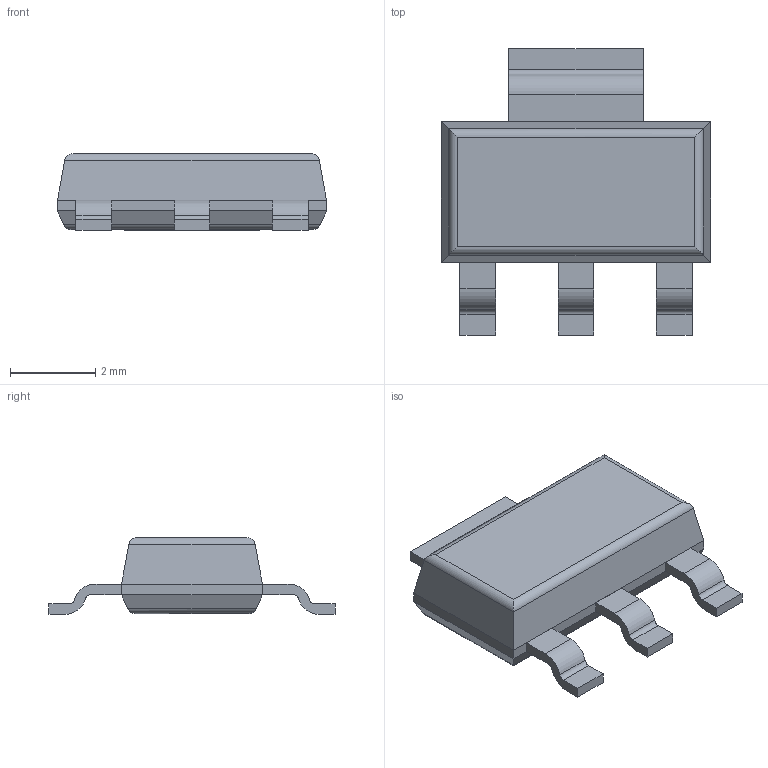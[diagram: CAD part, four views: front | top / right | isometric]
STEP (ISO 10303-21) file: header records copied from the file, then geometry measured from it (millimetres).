
FILE_DESCRIPTION(/* description */ (''),/* implementation_level */ '2;1');
FILE_NAME(/* name */ '5f5199dd37003c12e7f44b6c',/* time_stamp */ '2020-09-04T01:35:25+00:00',/* author */ (''),/* organization */ (''),/* preprocessor_version */ 'ST-DEVELOPER v16.7',/* originating_system */ $,/* authorisation */ $);
FILE_SCHEMA (('AUTOMOTIVE_DESIGN {1 0 10303 214 3 1 1}'));
Length unit declared in the file: metre
Products named in the file (5): Body; Pin3; Pin2; Pin1; Tab
Bounding box: 6.3 x 6.7 x 1.8 mm (x, y, z)
Volume: 36.6 mm3; surface area: 95 mm2
Topology: 5 solids, 5 shells, 70 faces, 164 edges, 104 vertices
Faces by surface type: plane 46, cylinder 24
Entity records: 2111 total; most frequent: DIRECTION 354, CARTESIAN_POINT 343, ORIENTED_EDGE 328, EDGE_CURVE 164, LINE 124, VECTOR 124, AXIS2_PLACEMENT_3D 115, VERTEX_POINT 104
